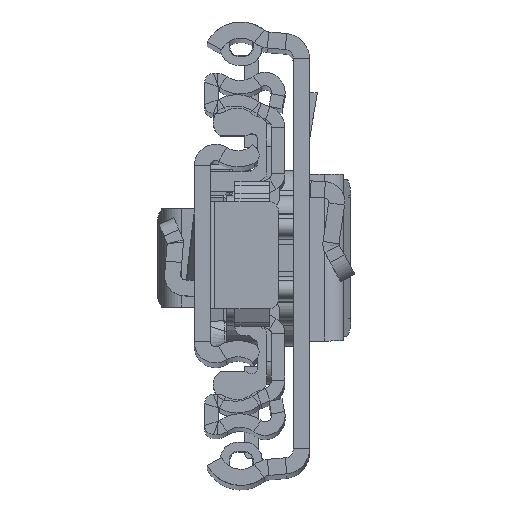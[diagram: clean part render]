
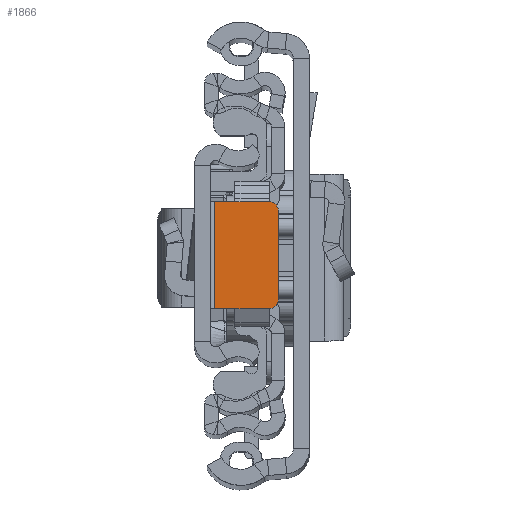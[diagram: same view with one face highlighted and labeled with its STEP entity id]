
A CAD part, top view. The second image highlights one B-rep face of the part: STEP entity #1866.
In plain terms, the highlighted planar face has unit normal (0, 0, 1).
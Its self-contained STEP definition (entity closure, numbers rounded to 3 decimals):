
#198 = CIRCLE ( 'NONE', #29223, 1. ) ;
#342 = CARTESIAN_POINT ( 'NONE',  ( -2.3, 6.151, -6.8 ) ) ;
#533 = EDGE_CURVE ( 'NONE', #28650, #6774, #21095, .T. ) ;
#705 = CARTESIAN_POINT ( 'NONE',  ( -9.4, 5.151, -6.8 ) ) ;
#1866 = ADVANCED_FACE ( 'NONE', ( #4285 ), #8122, .T. ) ;
#3208 = AXIS2_PLACEMENT_3D ( 'NONE', #19894, #15190, #28981 ) ;
#4285 = FACE_OUTER_BOUND ( 'NONE', #22478, .T. ) ;
#4457 = CARTESIAN_POINT ( 'NONE',  ( -1.8, 6.151, -6.8 ) ) ;
#5060 = ORIENTED_EDGE ( 'NONE', *, *, #533, .F. ) ;
#6192 = EDGE_CURVE ( 'NONE', #14638, #10044, #7806, .T. ) ;
#6541 = DIRECTION ( 'NONE',  ( 0., 0., 1. ) ) ;
#6670 = ORIENTED_EDGE ( 'NONE', *, *, #11929, .F. ) ;
#6774 = VERTEX_POINT ( 'NONE', #22122 ) ;
#7513 = CARTESIAN_POINT ( 'NONE',  ( -8.4, 5.151, -6.8 ) ) ;
#7793 = EDGE_CURVE ( 'NONE', #18107, #11926, #198, .T. ) ;
#7806 = CIRCLE ( 'NONE', #12615, 1. ) ;
#7819 = DIRECTION ( 'NONE',  ( 0., 0., 1. ) ) ;
#8122 = PLANE ( 'NONE',  #3208 ) ;
#9161 = DIRECTION ( 'NONE',  ( 1., 0., 0. ) ) ;
#9640 = DIRECTION ( 'NONE',  ( 1., 0., 0. ) ) ;
#9959 = DIRECTION ( 'NONE',  ( 0., 1., 0. ) ) ;
#10044 = VERTEX_POINT ( 'NONE', #705 ) ;
#10161 = ORIENTED_EDGE ( 'NONE', *, *, #23010, .F. ) ;
#11926 = VERTEX_POINT ( 'NONE', #25770 ) ;
#11929 = EDGE_CURVE ( 'NONE', #14638, #28650, #29882, .T. ) ;
#11960 = VECTOR ( 'NONE', #14137, 1000. ) ;
#12615 = AXIS2_PLACEMENT_3D ( 'NONE', #7513, #7819, #9640 ) ;
#13580 = CARTESIAN_POINT ( 'NONE',  ( -9.4, -5.849, -6.8 ) ) ;
#14137 = DIRECTION ( 'NONE',  ( -1., 0., 0. ) ) ;
#14638 = VERTEX_POINT ( 'NONE', #25425 ) ;
#15190 = DIRECTION ( 'NONE',  ( 0., 0., 1. ) ) ;
#15411 = ORIENTED_EDGE ( 'NONE', *, *, #6192, .T. ) ;
#16574 = CARTESIAN_POINT ( 'NONE',  ( -9.4, 6.151, -6.8 ) ) ;
#17408 = DIRECTION ( 'NONE',  ( 1., 0., 0. ) ) ;
#18107 = VERTEX_POINT ( 'NONE', #28406 ) ;
#19047 = ORIENTED_EDGE ( 'NONE', *, *, #7793, .T. ) ;
#19894 = CARTESIAN_POINT ( 'NONE',  ( 0., 0., -6.8 ) ) ;
#21095 = LINE ( 'NONE', #342, #26823 ) ;
#21244 = DIRECTION ( 'NONE',  ( 0., -1., 0. ) ) ;
#21942 = CARTESIAN_POINT ( 'NONE',  ( -2.3, 6.151, -6.8 ) ) ;
#22122 = CARTESIAN_POINT ( 'NONE',  ( -2.3, -5.849, -6.8 ) ) ;
#22478 = EDGE_LOOP ( 'NONE', ( #10161, #19047, #28891, #5060, #6670, #15411 ) ) ;
#23010 = EDGE_CURVE ( 'NONE', #18107, #10044, #28399, .T. ) ;
#23131 = VECTOR ( 'NONE', #9161, 1000. ) ;
#24628 = LINE ( 'NONE', #13580, #11960 ) ;
#25425 = CARTESIAN_POINT ( 'NONE',  ( -8.4, 6.151, -6.8 ) ) ;
#25770 = CARTESIAN_POINT ( 'NONE',  ( -8.4, -5.849, -6.8 ) ) ;
#26823 = VECTOR ( 'NONE', #21244, 1000. ) ;
#27100 = CARTESIAN_POINT ( 'NONE',  ( -8.4, -4.849, -6.8 ) ) ;
#28399 = LINE ( 'NONE', #16574, #29515 ) ;
#28406 = CARTESIAN_POINT ( 'NONE',  ( -9.4, -4.849, -6.8 ) ) ;
#28650 = VERTEX_POINT ( 'NONE', #21942 ) ;
#28891 = ORIENTED_EDGE ( 'NONE', *, *, #29032, .F. ) ;
#28981 = DIRECTION ( 'NONE',  ( 1., 0., 0. ) ) ;
#29032 = EDGE_CURVE ( 'NONE', #6774, #11926, #24628, .T. ) ;
#29223 = AXIS2_PLACEMENT_3D ( 'NONE', #27100, #6541, #17408 ) ;
#29515 = VECTOR ( 'NONE', #9959, 1000. ) ;
#29882 = LINE ( 'NONE', #4457, #23131 ) ;
